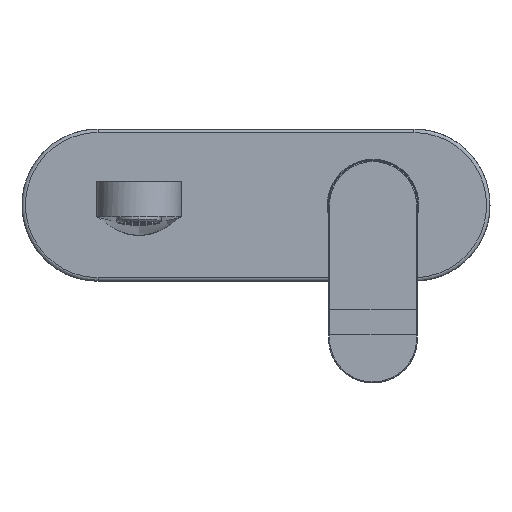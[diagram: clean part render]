
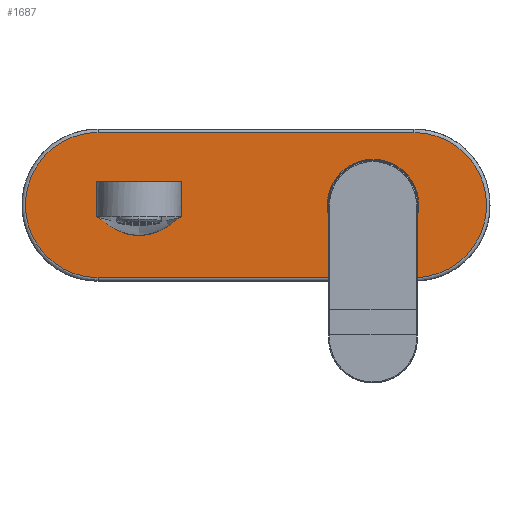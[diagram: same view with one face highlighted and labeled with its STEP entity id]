
A CAD part, front view. The second image highlights one B-rep face of the part: STEP entity #1687.
In plain terms, the highlighted face is planar.
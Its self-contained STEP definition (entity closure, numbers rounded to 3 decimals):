
#1687=ADVANCED_FACE('',(#3431,#1855,#1856),#26212,.T.);
#1855=FACE_BOUND('',#5172,.T.);
#1856=FACE_BOUND('',#5173,.T.);
#3431=FACE_OUTER_BOUND('',#5171,.T.);
#5171=EDGE_LOOP('',(#13424,#13425,#13426,#13427));
#5172=EDGE_LOOP('',(#13428,#13429));
#5173=EDGE_LOOP('',(#13430,#13431));
#13424=ORIENTED_EDGE('',*,*,#17682,.F.);
#13425=ORIENTED_EDGE('',*,*,#17678,.F.);
#13426=ORIENTED_EDGE('',*,*,#17686,.F.);
#13427=ORIENTED_EDGE('',*,*,#17677,.F.);
#13428=ORIENTED_EDGE('',*,*,#17697,.F.);
#13429=ORIENTED_EDGE('',*,*,#17676,.F.);
#13430=ORIENTED_EDGE('',*,*,#17702,.F.);
#13431=ORIENTED_EDGE('',*,*,#17705,.F.);
#17676=EDGE_CURVE('',#24609,#24610,#18195,.T.);
#17677=EDGE_CURVE('',#24611,#24612,#21905,.T.);
#17678=EDGE_CURVE('',#24613,#24614,#21906,.T.);
#17682=EDGE_CURVE('',#24614,#24611,#18198,.T.);
#17686=EDGE_CURVE('',#24612,#24613,#18201,.T.);
#17697=EDGE_CURVE('',#24610,#24609,#18207,.T.);
#17702=EDGE_CURVE('',#24615,#24616,#18212,.T.);
#17705=EDGE_CURVE('',#24616,#24615,#18215,.T.);
#18195=(
BOUNDED_CURVE()
B_SPLINE_CURVE(2,(#55468,#55469,#55470,#55471,#55472),.UNSPECIFIED.,.F.,
 .F.)
B_SPLINE_CURVE_WITH_KNOTS((3,2,3),(-61.418,-30.709,
0.),.UNSPECIFIED.)
CURVE()
GEOMETRIC_REPRESENTATION_ITEM()
RATIONAL_B_SPLINE_CURVE((1.,0.707,1.,0.707,1.))
REPRESENTATION_ITEM('')
);
#18198=(
BOUNDED_CURVE()
B_SPLINE_CURVE(2,(#55485,#55486,#55487,#55488,#55489),.UNSPECIFIED.,.F.,
 .F.)
B_SPLINE_CURVE_WITH_KNOTS((3,2,3),(-97.389,-48.695,
0.),.UNSPECIFIED.)
CURVE()
GEOMETRIC_REPRESENTATION_ITEM()
RATIONAL_B_SPLINE_CURVE((1.,0.707,1.,0.707,1.))
REPRESENTATION_ITEM('')
);
#18201=(
BOUNDED_CURVE()
B_SPLINE_CURVE(2,(#55498,#55499,#55500,#55501,#55502),.UNSPECIFIED.,.F.,
 .F.)
B_SPLINE_CURVE_WITH_KNOTS((3,2,3),(-97.389,-48.695,
0.),.UNSPECIFIED.)
CURVE()
GEOMETRIC_REPRESENTATION_ITEM()
RATIONAL_B_SPLINE_CURVE((1.,0.707,1.,0.707,1.))
REPRESENTATION_ITEM('')
);
#18207=(
BOUNDED_CURVE()
B_SPLINE_CURVE(2,(#55534,#55535,#55536,#55537,#55538),.UNSPECIFIED.,.F.,
 .F.)
B_SPLINE_CURVE_WITH_KNOTS((3,2,3),(-61.418,-30.709,
0.),.UNSPECIFIED.)
CURVE()
GEOMETRIC_REPRESENTATION_ITEM()
RATIONAL_B_SPLINE_CURVE((1.,0.707,1.,0.707,1.))
REPRESENTATION_ITEM('')
);
#18212=(
BOUNDED_CURVE()
B_SPLINE_CURVE(2,(#55555,#55556,#55557,#55558,#55559),.UNSPECIFIED.,.F.,
 .F.)
B_SPLINE_CURVE_WITH_KNOTS((3,2,3),(-24.504,-12.252,
0.),.UNSPECIFIED.)
CURVE()
GEOMETRIC_REPRESENTATION_ITEM()
RATIONAL_B_SPLINE_CURVE((1.,0.707,1.,0.707,1.))
REPRESENTATION_ITEM('')
);
#18215=(
BOUNDED_CURVE()
B_SPLINE_CURVE(2,(#55568,#55569,#55570,#55571,#55572),.UNSPECIFIED.,.F.,
 .F.)
B_SPLINE_CURVE_WITH_KNOTS((3,2,3),(-24.504,-12.252,
0.),.UNSPECIFIED.)
CURVE()
GEOMETRIC_REPRESENTATION_ITEM()
RATIONAL_B_SPLINE_CURVE((1.,0.707,1.,0.707,1.))
REPRESENTATION_ITEM('')
);
#21905=B_SPLINE_CURVE_WITH_KNOTS('',1,(#55473,#55474),.UNSPECIFIED.,.F.,
 .F.,(2,2),(0.,135.),.UNSPECIFIED.);
#21906=B_SPLINE_CURVE_WITH_KNOTS('',1,(#55475,#55476),.UNSPECIFIED.,.F.,
 .F.,(2,2),(0.,135.),.UNSPECIFIED.);
#24609=VERTEX_POINT('',#55366);
#24610=VERTEX_POINT('',#55367);
#24611=VERTEX_POINT('',#55368);
#24612=VERTEX_POINT('',#55369);
#24613=VERTEX_POINT('',#55370);
#24614=VERTEX_POINT('',#55371);
#24615=VERTEX_POINT('',#55372);
#24616=VERTEX_POINT('',#55373);
#26212=PLANE('',#27937);
#27937=AXIS2_PLACEMENT_3D('',#54423,#29430,$);
#29430=DIRECTION('',(-1.,0.,0.));
#54423=CARTESIAN_POINT('',(0.,-37.453,118.453));
#55366=CARTESIAN_POINT('',(0.,0.,-30.45));
#55367=CARTESIAN_POINT('',(0.,0.,-69.55));
#55368=CARTESIAN_POINT('',(0.,31.,-67.5));
#55369=CARTESIAN_POINT('',(0.,31.,67.5));
#55370=CARTESIAN_POINT('',(0.,-31.,67.5));
#55371=CARTESIAN_POINT('',(0.,-31.,-67.5));
#55372=CARTESIAN_POINT('',(0.,0.,42.2));
#55373=CARTESIAN_POINT('',(0.,0.,57.8));
#55468=CARTESIAN_POINT('',(0.,0.,-30.45));
#55469=CARTESIAN_POINT('',(0.,19.55,-30.45));
#55470=CARTESIAN_POINT('',(0.,19.55,-50.));
#55471=CARTESIAN_POINT('',(0.,19.55,-69.55));
#55472=CARTESIAN_POINT('',(0.,0.,-69.55));
#55473=CARTESIAN_POINT('',(0.,31.,-67.5));
#55474=CARTESIAN_POINT('',(0.,31.,67.5));
#55475=CARTESIAN_POINT('',(0.,-31.,67.5));
#55476=CARTESIAN_POINT('',(0.,-31.,-67.5));
#55485=CARTESIAN_POINT('',(0.,-31.,-67.5));
#55486=CARTESIAN_POINT('',(0.,-31.,-98.5));
#55487=CARTESIAN_POINT('',(0.,0.,-98.5));
#55488=CARTESIAN_POINT('',(0.,31.,-98.5));
#55489=CARTESIAN_POINT('',(0.,31.,-67.5));
#55498=CARTESIAN_POINT('',(0.,31.,67.5));
#55499=CARTESIAN_POINT('',(0.,31.,98.5));
#55500=CARTESIAN_POINT('',(0.,0.,98.5));
#55501=CARTESIAN_POINT('',(0.,-31.,98.5));
#55502=CARTESIAN_POINT('',(0.,-31.,67.5));
#55534=CARTESIAN_POINT('',(0.,0.,-69.55));
#55535=CARTESIAN_POINT('',(0.,-19.55,-69.55));
#55536=CARTESIAN_POINT('',(0.,-19.55,-50.));
#55537=CARTESIAN_POINT('',(0.,-19.55,-30.45));
#55538=CARTESIAN_POINT('',(0.,0.,-30.45));
#55555=CARTESIAN_POINT('',(0.,0.,42.2));
#55556=CARTESIAN_POINT('',(0.,-7.8,42.2));
#55557=CARTESIAN_POINT('',(0.,-7.8,50.));
#55558=CARTESIAN_POINT('',(0.,-7.8,57.8));
#55559=CARTESIAN_POINT('',(0.,0.,57.8));
#55568=CARTESIAN_POINT('',(0.,0.,57.8));
#55569=CARTESIAN_POINT('',(0.,7.8,57.8));
#55570=CARTESIAN_POINT('',(0.,7.8,50.));
#55571=CARTESIAN_POINT('',(0.,7.8,42.2));
#55572=CARTESIAN_POINT('',(0.,0.,42.2));
